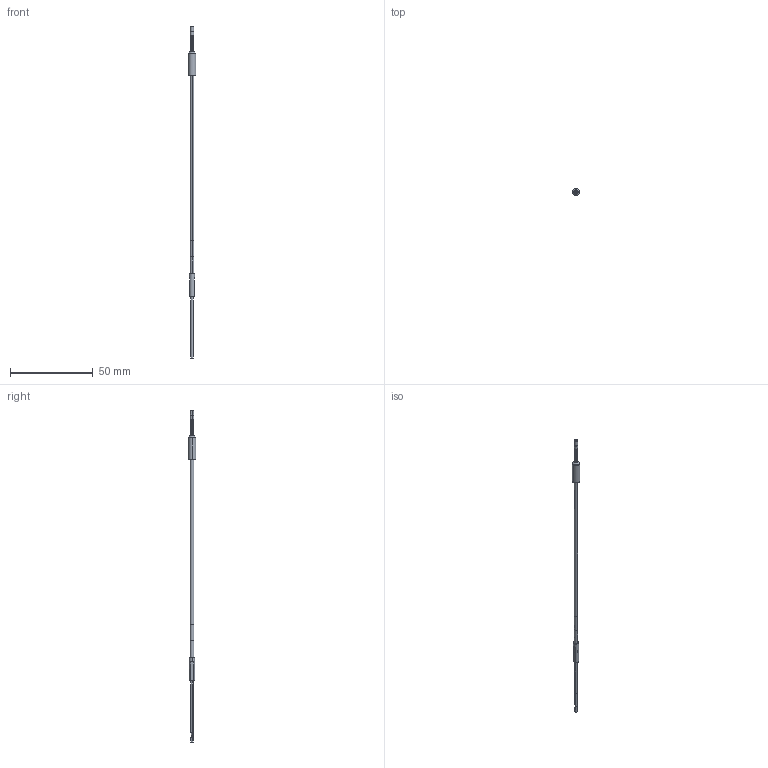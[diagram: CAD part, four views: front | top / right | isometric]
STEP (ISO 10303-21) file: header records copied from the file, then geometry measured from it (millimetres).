
FILE_DESCRIPTION((''),'2;1');
FILE_NAME('192760_ASM','2016-02-09T',('pdmadmin'),(''),'PRO/ENGINEER BY PARAMETRIC TECHNOLOGY CORPORATION, 2013230','PRO/ENGINEER BY PARAMETRIC TECHNOLOGY CORPORATION, 2013230','');
FILE_SCHEMA(('CONFIG_CONTROL_DESIGN'));
Length unit declared in the file: millimetre
Products named in the file (7): 35314_AF0; 34647_AF0; 51022; FIBER_CORE_1MM_45_DEG; 110532; 71077_ASM; 192760_ASM
Assembly tree (6 placements, depth 3):
  192760_ASM
    71077_ASM
      35314_AF0
      34647_AF0
      51022
      FIBER_CORE_1MM_45_DEG
      110532
Bounding box: 4.6 x 4.6 x 201.17 mm (x, y, z)
Volume: 726 mm3; surface area: 2472.8 mm2
Topology: 5 solids, 6 shells, 454 faces, 914 edges, 468 vertices
Faces by surface type: torus 200, cone 136, cylinder 94, plane 18, bspline 6
Entity records: 12092 total; most frequent: DIRECTION 2504, CARTESIAN_POINT 2116, ORIENTED_EDGE 1824, AXIS2_PLACEMENT_3D 1128, EDGE_CURVE 914, CIRCLE 660, VERTEX_POINT 468, EDGE_LOOP 460
